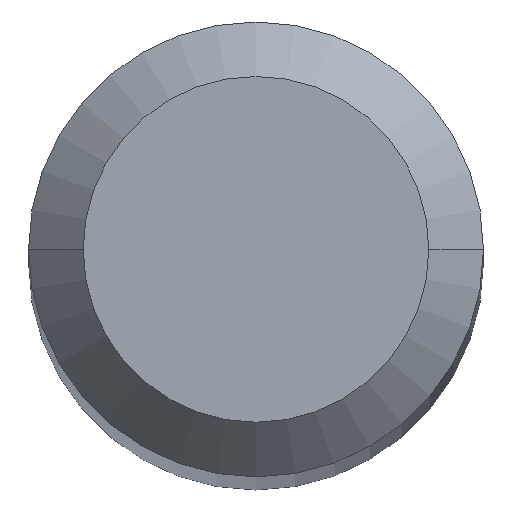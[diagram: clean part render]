
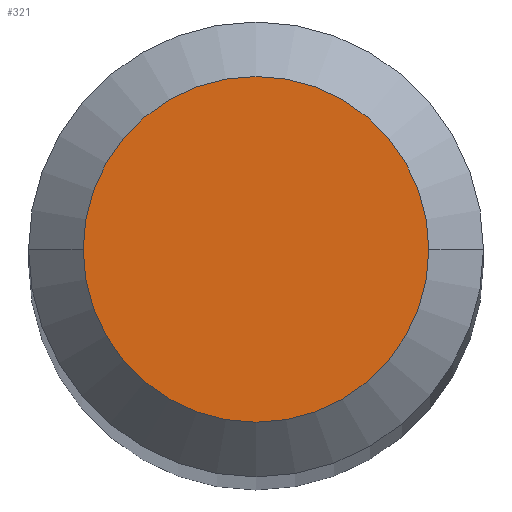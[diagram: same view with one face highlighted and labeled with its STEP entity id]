
A CAD part, top view. The second image highlights one B-rep face of the part: STEP entity #321.
In plain terms, the highlighted planar face has unit normal (0, 0, 1).
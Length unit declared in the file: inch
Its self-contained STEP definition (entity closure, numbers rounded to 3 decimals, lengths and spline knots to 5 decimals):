
#2 = EDGE_LOOP ( 'NONE', ( #99, #191 ) ) ;
#74 = CIRCLE ( 'NONE', #295, 0.0475 ) ;
#91 = AXIS2_PLACEMENT_3D ( 'NONE', #329, #464, #324 ) ;
#99 = ORIENTED_EDGE ( 'NONE', *, *, #563, .T. ) ;
#159 = VERTEX_POINT ( 'NONE', #345 ) ;
#160 = PLANE ( 'NONE',  #91 ) ;
#178 = CIRCLE ( 'NONE', #250, 0.0475 ) ;
#191 = ORIENTED_EDGE ( 'NONE', *, *, #471, .T. ) ;
#194 = CARTESIAN_POINT ( 'NONE',  ( 0., 0., 0. ) ) ;
#250 = AXIS2_PLACEMENT_3D ( 'NONE', #349, #255, #511 ) ;
#255 = DIRECTION ( 'NONE',  ( 0., 0., 1. ) ) ;
#285 = FACE_OUTER_BOUND ( 'NONE', #2, .T. ) ;
#295 = AXIS2_PLACEMENT_3D ( 'NONE', #194, #379, #369 ) ;
#321 = ADVANCED_FACE ( 'NONE', ( #285 ), #160, .F. ) ;
#324 = DIRECTION ( 'NONE',  ( -1., 0., 0. ) ) ;
#329 = CARTESIAN_POINT ( 'NONE',  ( 0., 0.0475, 0. ) ) ;
#333 = VERTEX_POINT ( 'NONE', #494 ) ;
#345 = CARTESIAN_POINT ( 'NONE',  ( 0.0475, 0., 0. ) ) ;
#349 = CARTESIAN_POINT ( 'NONE',  ( 0., 0., 0. ) ) ;
#369 = DIRECTION ( 'NONE',  ( 1., 0., 0. ) ) ;
#379 = DIRECTION ( 'NONE',  ( 0., 0., 1. ) ) ;
#464 = DIRECTION ( 'NONE',  ( 0., 0., -1. ) ) ;
#471 = EDGE_CURVE ( 'NONE', #159, #333, #74, .T. ) ;
#494 = CARTESIAN_POINT ( 'NONE',  ( -0.0475, 0., 0. ) ) ;
#511 = DIRECTION ( 'NONE',  ( 1., 0., 0. ) ) ;
#563 = EDGE_CURVE ( 'NONE', #333, #159, #178, .T. ) ;
